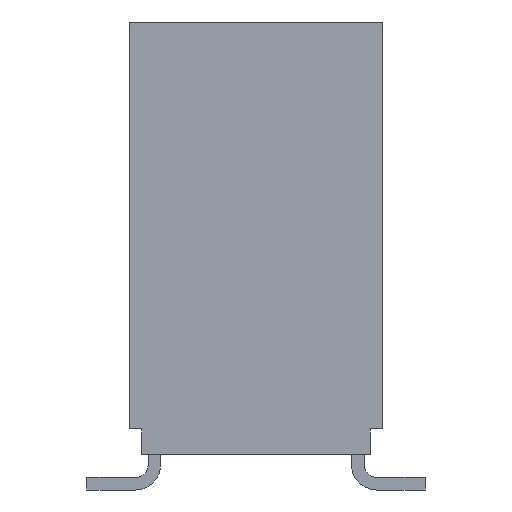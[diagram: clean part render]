
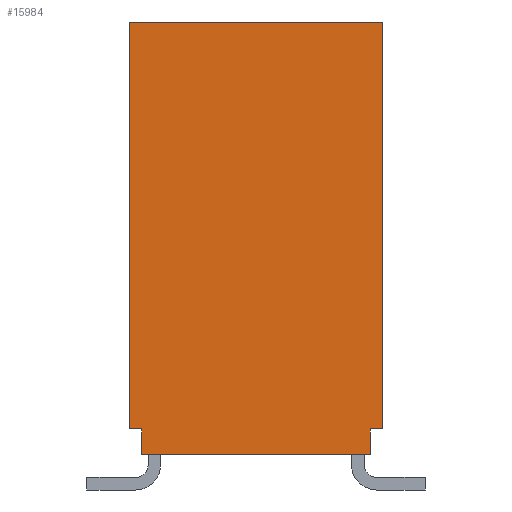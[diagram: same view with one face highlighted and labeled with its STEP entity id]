
A CAD part, left-side view. The second image highlights one B-rep face of the part: STEP entity #15984.
In plain terms, the highlighted planar face has unit normal (-1, 0, 0).
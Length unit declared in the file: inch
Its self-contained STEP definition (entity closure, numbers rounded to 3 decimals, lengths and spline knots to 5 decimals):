
#5=DIRECTION('',(0.,-1.,0.));
#6=VECTOR('',#5,0.18);
#7=CARTESIAN_POINT('',(-0.7995,0.09,0.));
#8=LINE('',#7,#6);
#349=DIRECTION('',(0.,0.,1.));
#350=VECTOR('',#349,0.02);
#351=CARTESIAN_POINT('',(-0.7995,0.09,0.));
#352=LINE('',#351,#350);
#353=DIRECTION('',(0.,-1.,0.));
#354=VECTOR('',#353,0.0095);
#355=CARTESIAN_POINT('',(-0.7995,0.0995,0.02));
#356=LINE('',#355,#354);
#357=DIRECTION('',(0.,0.,1.));
#358=VECTOR('',#357,0.32);
#359=CARTESIAN_POINT('',(-0.7995,0.0995,0.02));
#360=LINE('',#359,#358);
#361=DIRECTION('',(0.,1.,0.));
#362=VECTOR('',#361,0.0095);
#363=CARTESIAN_POINT('',(-0.7995,-0.0995,0.02));
#364=LINE('',#363,#362);
#365=DIRECTION('',(0.,0.,1.));
#366=VECTOR('',#365,0.02);
#367=CARTESIAN_POINT('',(-0.7995,-0.09,0.));
#368=LINE('',#367,#366);
#1049=DIRECTION('',(0.,0.,1.));
#1050=VECTOR('',#1049,0.32);
#1051=CARTESIAN_POINT('',(-0.7995,-0.0995,0.02));
#1052=LINE('',#1051,#1050);
#2009=DIRECTION('',(0.,-1.,0.));
#2010=VECTOR('',#2009,0.199);
#2011=CARTESIAN_POINT('',(-0.7995,0.0995,0.34));
#2012=LINE('',#2011,#2010);
#11489=CARTESIAN_POINT('',(-0.7995,0.0995,0.34));
#11490=CARTESIAN_POINT('',(-0.7995,-0.0995,0.34));
#11491=VERTEX_POINT('',#11489);
#11492=VERTEX_POINT('',#11490);
#11597=CARTESIAN_POINT('',(-0.7995,0.09,0.));
#11599=VERTEX_POINT('',#11597);
#11621=CARTESIAN_POINT('',(-0.7995,-0.09,0.));
#11623=VERTEX_POINT('',#11621);
#11645=CARTESIAN_POINT('',(-0.7995,0.09,0.02));
#11646=VERTEX_POINT('',#11645);
#11647=CARTESIAN_POINT('',(-0.7995,0.0995,0.02));
#11648=VERTEX_POINT('',#11647);
#11649=CARTESIAN_POINT('',(-0.7995,-0.0995,0.02));
#11650=CARTESIAN_POINT('',(-0.7995,-0.09,0.02));
#11651=VERTEX_POINT('',#11649);
#11652=VERTEX_POINT('',#11650);
#15964=CARTESIAN_POINT('',(-0.7995,0.0995,0.));
#15965=DIRECTION('',(-1.,0.,0.));
#15966=DIRECTION('',(0.,-1.,0.));
#15967=AXIS2_PLACEMENT_3D('',#15964,#15965,#15966);
#15968=PLANE('',#15967);
#15969=ORIENTED_EDGE('',*,*,#15451,.T.);
#15971=ORIENTED_EDGE('',*,*,#15970,.F.);
#15973=ORIENTED_EDGE('',*,*,#15972,.T.);
#15975=ORIENTED_EDGE('',*,*,#15974,.T.);
#15977=ORIENTED_EDGE('',*,*,#15976,.F.);
#15979=ORIENTED_EDGE('',*,*,#15978,.T.);
#15980=ORIENTED_EDGE('',*,*,#15716,.F.);
#15981=ORIENTED_EDGE('',*,*,#15176,.F.);
#15982=EDGE_LOOP('',(#15969,#15971,#15973,#15975,#15977,#15979,#15980,#15981));
#15983=FACE_OUTER_BOUND('',#15982,.F.);
#15984=ADVANCED_FACE('',(#15983),#15968,.T.);
#15176=EDGE_CURVE('',#11599,#11623,#8,.T.);
#15451=EDGE_CURVE('',#11599,#11646,#352,.T.);
#15716=EDGE_CURVE('',#11623,#11652,#368,.T.);
#15970=EDGE_CURVE('',#11648,#11646,#356,.T.);
#15972=EDGE_CURVE('',#11648,#11491,#360,.T.);
#15974=EDGE_CURVE('',#11491,#11492,#2012,.T.);
#15976=EDGE_CURVE('',#11651,#11492,#1052,.T.);
#15978=EDGE_CURVE('',#11651,#11652,#364,.T.);
